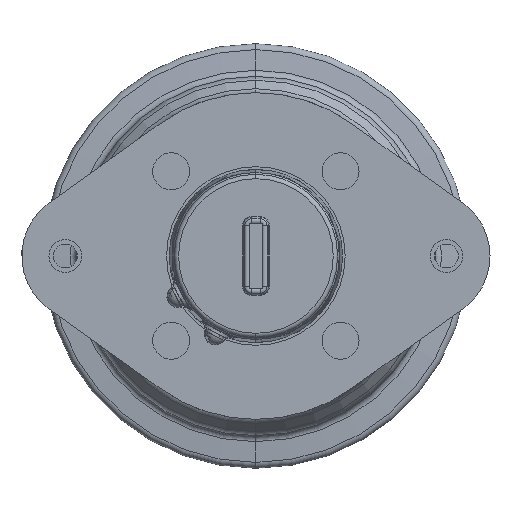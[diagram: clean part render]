
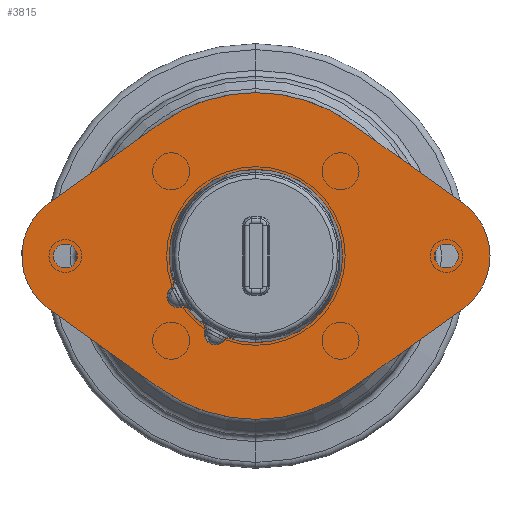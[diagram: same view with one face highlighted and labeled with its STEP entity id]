
A CAD part, front view. The second image highlights one B-rep face of the part: STEP entity #3815.
In plain terms, the highlighted planar face has unit normal (0, -1, 0).
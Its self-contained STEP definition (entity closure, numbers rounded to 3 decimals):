
#777 = VERTEX_POINT ( 'NONE', #1414 ) ;
#778 = VERTEX_POINT ( 'NONE', #1415 ) ;
#958 = VERTEX_POINT ( 'NONE', #1603 ) ;
#960 = VERTEX_POINT ( 'NONE', #1605 ) ;
#962 = VERTEX_POINT ( 'NONE', #1607 ) ;
#964 = VERTEX_POINT ( 'NONE', #1609 ) ;
#966 = VERTEX_POINT ( 'NONE', #1611 ) ;
#968 = VERTEX_POINT ( 'NONE', #1613 ) ;
#970 = VERTEX_POINT ( 'NONE', #1615 ) ;
#1214 = VERTEX_POINT ( 'NONE', #1946 ) ;
#1221 = VERTEX_POINT ( 'NONE', #1953 ) ;
#1250 = VERTEX_POINT ( 'NONE', #1982 ) ;
#1253 = VERTEX_POINT ( 'NONE', #1985 ) ;
#1272 = VERTEX_POINT ( 'NONE', #2004 ) ;
#1277 = VERTEX_POINT ( 'NONE', #2009 ) ;
#1414 = CARTESIAN_POINT ( 'NONE',  ( 20., -110.998, -39.721 ) ) ;
#1415 = CARTESIAN_POINT ( 'NONE',  ( 20., -110.998, 39.721 ) ) ;
#1603 = CARTESIAN_POINT ( 'NONE',  ( 63.548, -110.998, 61.062 ) ) ;
#1605 = CARTESIAN_POINT ( 'NONE',  ( -23.548, -110.998, 61.062 ) ) ;
#1607 = CARTESIAN_POINT ( 'NONE',  ( -74.919, -110.998, 24.425 ) ) ;
#1609 = CARTESIAN_POINT ( 'NONE',  ( -74.919, -110.998, -24.425 ) ) ;
#1611 = CARTESIAN_POINT ( 'NONE',  ( -23.548, -110.998, -61.062 ) ) ;
#1613 = CARTESIAN_POINT ( 'NONE',  ( 63.548, -110.998, -61.062 ) ) ;
#1615 = CARTESIAN_POINT ( 'NONE',  ( 114.919, -110.998, -24.425 ) ) ;
#1946 = CARTESIAN_POINT ( 'NONE',  ( 107.5, -110.998, 5.5 ) ) ;
#1953 = CARTESIAN_POINT ( 'NONE',  ( 107.5, -110.998, -5.5 ) ) ;
#1982 = CARTESIAN_POINT ( 'NONE',  ( 127.5, -110.998, 0. ) ) ;
#1985 = CARTESIAN_POINT ( 'NONE',  ( -67.5, -110.998, 5.5 ) ) ;
#2004 = CARTESIAN_POINT ( 'NONE',  ( -67.5, -110.998, -5.5 ) ) ;
#2009 = CARTESIAN_POINT ( 'NONE',  ( 114.919, -110.998, 24.425 ) ) ;
#2496 = EDGE_CURVE ( 'NONE', #1277, #1250, #4453, .T. ) ;
#2508 = EDGE_CURVE ( 'NONE', #1214, #1221, #4471, .T. ) ;
#2512 = EDGE_CURVE ( 'NONE', #1253, #1272, #4477, .T. ) ;
#2560 = EDGE_CURVE ( 'NONE', #777, #778, #4539, .T. ) ;
#2737 = EDGE_CURVE ( 'NONE', #778, #777, #4777, .T. ) ;
#3013 = EDGE_CURVE ( 'NONE', #1272, #1253, #12155, .T. ) ;
#3029 = EDGE_CURVE ( 'NONE', #958, #1277, #8707, .T. ) ;
#3031 = EDGE_CURVE ( 'NONE', #1221, #1214, #8721, .T. ) ;
#3038 = EDGE_CURVE ( 'NONE', #962, #960, #8723, .T. ) ;
#3039 = EDGE_CURVE ( 'NONE', #960, #958, #8735, .T. ) ;
#3042 = EDGE_CURVE ( 'NONE', #964, #962, #8740, .T. ) ;
#3045 = EDGE_CURVE ( 'NONE', #966, #964, #8738, .T. ) ;
#3048 = EDGE_CURVE ( 'NONE', #968, #966, #8750, .T. ) ;
#3051 = EDGE_CURVE ( 'NONE', #970, #968, #8748, .T. ) ;
#3061 = EDGE_CURVE ( 'NONE', #1250, #970, #8769, .T. ) ;
#3815 = ADVANCED_FACE ( 'NONE', ( #9222, #9228, #9230, #9232 ), #10869, .F. ) ;
#4453 = CIRCLE ( 'NONE', #6586, 30. ) ;
#4471 = CIRCLE ( 'NONE', #6591, 5.5 ) ;
#4477 = CIRCLE ( 'NONE', #6593, 5.5 ) ;
#4539 = CIRCLE ( 'NONE', #6626, 39.721 ) ;
#4777 = CIRCLE ( 'NONE', #6721, 39.721 ) ;
#5816 = CARTESIAN_POINT ( 'NONE',  ( 97.5, -110.998, 0. ) ) ;
#5818 = DIRECTION ( 'NONE',  ( 0., 1., 0. ) ) ;
#5819 = DIRECTION ( 'NONE',  ( 0., 0., 1. ) ) ;
#5846 = CARTESIAN_POINT ( 'NONE',  ( 107.5, -110.998, 0. ) ) ;
#5848 = DIRECTION ( 'NONE',  ( 0., -1., 0. ) ) ;
#5849 = DIRECTION ( 'NONE',  ( 0., 0., 1. ) ) ;
#5855 = CARTESIAN_POINT ( 'NONE',  ( -67.5, -110.998, 0. ) ) ;
#5856 = DIRECTION ( 'NONE',  ( 0., -1., 0. ) ) ;
#5857 = DIRECTION ( 'NONE',  ( 0., 0., 1. ) ) ;
#5985 = CARTESIAN_POINT ( 'NONE',  ( 20., -110.998, 0. ) ) ;
#5986 = DIRECTION ( 'NONE',  ( 0., -1., 0. ) ) ;
#5987 = DIRECTION ( 'NONE',  ( 0., 0., 1. ) ) ;
#6462 = CARTESIAN_POINT ( 'NONE',  ( 20., -110.998, 0. ) ) ;
#6463 = DIRECTION ( 'NONE',  ( 0., -1., 0. ) ) ;
#6464 = DIRECTION ( 'NONE',  ( 0., 0., 1. ) ) ;
#6586 = AXIS2_PLACEMENT_3D ( 'NONE', #5816, #5818, #5819 ) ;
#6591 = AXIS2_PLACEMENT_3D ( 'NONE', #5846, #5848, #5849 ) ;
#6593 = AXIS2_PLACEMENT_3D ( 'NONE', #5855, #5856, #5857 ) ;
#6626 = AXIS2_PLACEMENT_3D ( 'NONE', #5985, #5986, #5987 ) ;
#6721 = AXIS2_PLACEMENT_3D ( 'NONE', #6462, #6463, #6464 ) ;
#6862 = AXIS2_PLACEMENT_3D ( 'NONE', #8334, #8343, #8344 ) ;
#6873 = AXIS2_PLACEMENT_3D ( 'NONE', #8423, #8424, #8425 ) ;
#6876 = AXIS2_PLACEMENT_3D ( 'NONE', #8392, #8401, #8402 ) ;
#6885 = AXIS2_PLACEMENT_3D ( 'NONE', #8426, #8431, #8432 ) ;
#6886 = AXIS2_PLACEMENT_3D ( 'NONE', #8440, #8445, #8446 ) ;
#6888 = AXIS2_PLACEMENT_3D ( 'NONE', #8467, #8476, #8477 ) ;
#7097 = AXIS2_PLACEMENT_3D ( 'NONE', #10870, #10871, #10872 ) ;
#8334 = CARTESIAN_POINT ( 'NONE',  ( -67.5, -110.998, 0. ) ) ;
#8343 = DIRECTION ( 'NONE',  ( 0., -1., 0. ) ) ;
#8344 = DIRECTION ( 'NONE',  ( 0., 0., 1. ) ) ;
#8392 = CARTESIAN_POINT ( 'NONE',  ( 107.5, -110.998, 0. ) ) ;
#8395 = CARTESIAN_POINT ( 'NONE',  ( 63.548, -110.998, 61.062 ) ) ;
#8396 = DIRECTION ( 'NONE',  ( 0.814, 0., -0.581 ) ) ;
#8401 = DIRECTION ( 'NONE',  ( 0., -1., 0. ) ) ;
#8402 = DIRECTION ( 'NONE',  ( 0., 0., 1. ) ) ;
#8421 = CARTESIAN_POINT ( 'NONE',  ( -74.919, -110.998, 24.425 ) ) ;
#8422 = DIRECTION ( 'NONE',  ( 0.814, 0., 0.581 ) ) ;
#8423 = CARTESIAN_POINT ( 'NONE',  ( 20., -110.998, 0. ) ) ;
#8424 = DIRECTION ( 'NONE',  ( 0., 1., 0. ) ) ;
#8425 = DIRECTION ( 'NONE',  ( 0., 0., 1. ) ) ;
#8426 = CARTESIAN_POINT ( 'NONE',  ( -57.5, -110.998, 0. ) ) ;
#8431 = DIRECTION ( 'NONE',  ( 0., 1., 0. ) ) ;
#8432 = DIRECTION ( 'NONE',  ( 0., 0., 1. ) ) ;
#8438 = CARTESIAN_POINT ( 'NONE',  ( -74.919, -110.998, -24.425 ) ) ;
#8439 = DIRECTION ( 'NONE',  ( -0.814, 0., 0.581 ) ) ;
#8440 = CARTESIAN_POINT ( 'NONE',  ( 20., -110.998, 0. ) ) ;
#8445 = DIRECTION ( 'NONE',  ( 0., 1., 0. ) ) ;
#8446 = DIRECTION ( 'NONE',  ( 0., 0., 1. ) ) ;
#8452 = CARTESIAN_POINT ( 'NONE',  ( 63.548, -110.998, -61.062 ) ) ;
#8453 = DIRECTION ( 'NONE',  ( -0.814, 0., -0.581 ) ) ;
#8467 = CARTESIAN_POINT ( 'NONE',  ( 97.5, -110.998, 0. ) ) ;
#8476 = DIRECTION ( 'NONE',  ( 0., 1., 0. ) ) ;
#8477 = DIRECTION ( 'NONE',  ( 0., 0., 1. ) ) ;
#8707 = LINE ( 'NONE', #8395, #8717 ) ;
#8717 = VECTOR ( 'NONE', #8396, 1000. ) ;
#8721 = CIRCLE ( 'NONE', #6876, 5.5 ) ;
#8723 = LINE ( 'NONE', #8421, #8729 ) ;
#8725 = VECTOR ( 'NONE', #8439, 1000. ) ;
#8729 = VECTOR ( 'NONE', #8422, 1000. ) ;
#8735 = CIRCLE ( 'NONE', #6873, 75. ) ;
#8738 = LINE ( 'NONE', #8438, #8725 ) ;
#8740 = CIRCLE ( 'NONE', #6885, 30. ) ;
#8745 = VECTOR ( 'NONE', #8453, 1000. ) ;
#8748 = LINE ( 'NONE', #8452, #8745 ) ;
#8750 = CIRCLE ( 'NONE', #6886, 75. ) ;
#8769 = CIRCLE ( 'NONE', #6888, 30. ) ;
#9222 = FACE_BOUND ( 'NONE', #12496, .T. ) ;
#9228 = FACE_BOUND ( 'NONE', #12490, .T. ) ;
#9230 = FACE_BOUND ( 'NONE', #12487, .T. ) ;
#9232 = FACE_OUTER_BOUND ( 'NONE', #12486, .T. ) ;
#10869 = PLANE ( 'NONE',  #7097 ) ;
#10870 = CARTESIAN_POINT ( 'NONE',  ( -57.5, -110.998, 0. ) ) ;
#10871 = DIRECTION ( 'NONE',  ( 0., 1., 0. ) ) ;
#10872 = DIRECTION ( 'NONE',  ( 0., 0., 1. ) ) ;
#12155 = CIRCLE ( 'NONE', #6862, 5.5 ) ;
#12189 = ORIENTED_EDGE ( 'NONE', *, *, #3038, .F. ) ;
#12275 = ORIENTED_EDGE ( 'NONE', *, *, #3039, .F. ) ;
#12276 = ORIENTED_EDGE ( 'NONE', *, *, #3048, .F. ) ;
#12277 = ORIENTED_EDGE ( 'NONE', *, *, #3045, .F. ) ;
#12306 = ORIENTED_EDGE ( 'NONE', *, *, #3029, .F. ) ;
#12308 = ORIENTED_EDGE ( 'NONE', *, *, #3051, .F. ) ;
#12309 = ORIENTED_EDGE ( 'NONE', *, *, #3013, .F. ) ;
#12310 = ORIENTED_EDGE ( 'NONE', *, *, #3042, .F. ) ;
#12336 = ORIENTED_EDGE ( 'NONE', *, *, #3061, .F. ) ;
#12340 = ORIENTED_EDGE ( 'NONE', *, *, #2496, .F. ) ;
#12356 = ORIENTED_EDGE ( 'NONE', *, *, #2560, .F. ) ;
#12357 = ORIENTED_EDGE ( 'NONE', *, *, #2737, .F. ) ;
#12360 = ORIENTED_EDGE ( 'NONE', *, *, #2512, .F. ) ;
#12361 = ORIENTED_EDGE ( 'NONE', *, *, #3031, .F. ) ;
#12362 = ORIENTED_EDGE ( 'NONE', *, *, #2508, .F. ) ;
#12486 = EDGE_LOOP ( 'NONE', ( #12310, #12277, #12276, #12308, #12336, #12340, #12306, #12275, #12189 ) ) ;
#12487 = EDGE_LOOP ( 'NONE', ( #12360, #12309 ) ) ;
#12490 = EDGE_LOOP ( 'NONE', ( #12362, #12361 ) ) ;
#12496 = EDGE_LOOP ( 'NONE', ( #12357, #12356 ) ) ;
